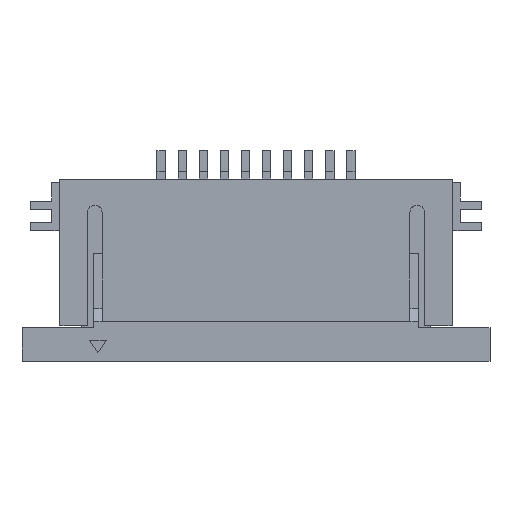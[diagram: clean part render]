
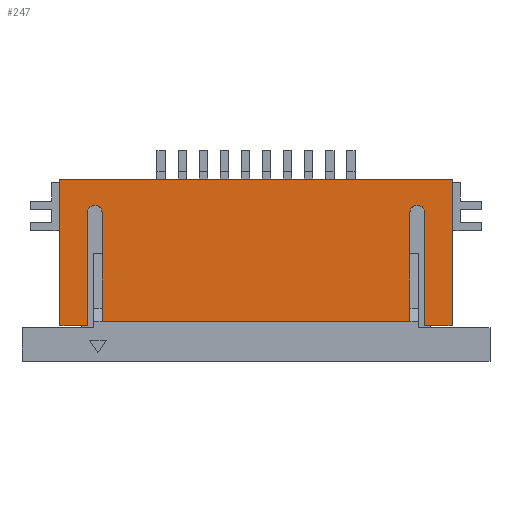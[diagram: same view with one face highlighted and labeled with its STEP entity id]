
A CAD part, top view. The second image highlights one B-rep face of the part: STEP entity #247.
In plain terms, the highlighted planar face has unit normal (0, 0, 1).
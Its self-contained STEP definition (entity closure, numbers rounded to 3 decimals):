
#87=CIRCLE('',#7737,0.175);
#88=CIRCLE('',#7738,0.175);
#247=ADVANCED_FACE('',(#949),#611,.T.);
#611=PLANE('',#7739);
#949=FACE_OUTER_BOUND('',#1319,.T.);
#1319=EDGE_LOOP('',(#2227,#2228,#2229,#2230,#2231,#2232,#2233,#2234,#2235,
#2236,#2237,#2238));
#2227=ORIENTED_EDGE('',*,*,#4873,.F.);
#2228=ORIENTED_EDGE('',*,*,#4874,.T.);
#2229=ORIENTED_EDGE('',*,*,#4806,.F.);
#2230=ORIENTED_EDGE('',*,*,#4875,.F.);
#2231=ORIENTED_EDGE('',*,*,#4876,.F.);
#2232=ORIENTED_EDGE('',*,*,#4877,.F.);
#2233=ORIENTED_EDGE('',*,*,#4878,.F.);
#2234=ORIENTED_EDGE('',*,*,#4879,.T.);
#2235=ORIENTED_EDGE('',*,*,#4880,.T.);
#2236=ORIENTED_EDGE('',*,*,#4881,.F.);
#2237=ORIENTED_EDGE('',*,*,#4882,.F.);
#2238=ORIENTED_EDGE('',*,*,#4883,.F.);
#4001=VERTEX_POINT('',#10592);
#4002=VERTEX_POINT('',#10594);
#4063=VERTEX_POINT('',#10740);
#4064=VERTEX_POINT('',#10741);
#4065=VERTEX_POINT('',#10744);
#4066=VERTEX_POINT('',#10746);
#4067=VERTEX_POINT('',#10748);
#4068=VERTEX_POINT('',#10750);
#4069=VERTEX_POINT('',#10752);
#4070=VERTEX_POINT('',#10754);
#4071=VERTEX_POINT('',#10756);
#4072=VERTEX_POINT('',#10758);
#4806=EDGE_CURVE('',#4001,#4002,#5885,.T.);
#4873=EDGE_CURVE('',#4063,#4064,#5952,.T.);
#4874=EDGE_CURVE('',#4063,#4002,#5953,.T.);
#4875=EDGE_CURVE('',#4065,#4001,#87,.T.);
#4876=EDGE_CURVE('',#4066,#4065,#5954,.T.);
#4877=EDGE_CURVE('',#4067,#4066,#5955,.T.);
#4878=EDGE_CURVE('',#4068,#4067,#5956,.T.);
#4879=EDGE_CURVE('',#4068,#4069,#5957,.T.);
#4880=EDGE_CURVE('',#4069,#4070,#5958,.T.);
#4881=EDGE_CURVE('',#4071,#4070,#5959,.T.);
#4882=EDGE_CURVE('',#4072,#4071,#5960,.T.);
#4883=EDGE_CURVE('',#4064,#4072,#88,.T.);
#5885=LINE('',#10593,#6917);
#5952=LINE('',#10739,#6984);
#5953=LINE('',#10742,#6985);
#5954=LINE('',#10745,#6986);
#5955=LINE('',#10747,#6987);
#5956=LINE('',#10749,#6988);
#5957=LINE('',#10751,#6989);
#5958=LINE('',#10753,#6990);
#5959=LINE('',#10755,#6991);
#5960=LINE('',#10757,#6992);
#6917=VECTOR('',#8566,1.);
#6984=VECTOR('',#8669,1.);
#6985=VECTOR('',#8670,1.);
#6986=VECTOR('',#8673,1.);
#6987=VECTOR('',#8674,1.);
#6988=VECTOR('',#8675,1.);
#6989=VECTOR('',#8676,1.);
#6990=VECTOR('',#8677,1.);
#6991=VECTOR('',#8678,1.);
#6992=VECTOR('',#8679,1.);
#7737=AXIS2_PLACEMENT_3D('',#10743,#8671,#8672);
#7738=AXIS2_PLACEMENT_3D('',#10759,#8680,#8681);
#7739=AXIS2_PLACEMENT_3D('',#10760,#8682,#8683);
#8566=DIRECTION('',(0.,-1.,0.));
#8669=DIRECTION('',(0.,1.,0.));
#8670=DIRECTION('',(1.,0.,0.));
#8671=DIRECTION('',(0.,0.,1.));
#8672=DIRECTION('',(1.,0.,0.));
#8673=DIRECTION('',(0.,1.,0.));
#8674=DIRECTION('',(-1.,0.,0.));
#8675=DIRECTION('',(0.,-1.,0.));
#8676=DIRECTION('',(-1.,0.,0.));
#8677=DIRECTION('',(0.,-1.,0.));
#8678=DIRECTION('',(-1.,0.,0.));
#8679=DIRECTION('',(0.,-1.,0.));
#8680=DIRECTION('',(0.,0.,1.));
#8681=DIRECTION('',(1.,0.,0.));
#8682=DIRECTION('',(0.,0.,1.));
#8683=DIRECTION('',(1.,0.,0.));
#10592=CARTESIAN_POINT('',(3.65,2.725,1.9));
#10593=CARTESIAN_POINT('',(3.65,2.725,1.9));
#10594=CARTESIAN_POINT('',(3.65,0.15,1.9));
#10739=CARTESIAN_POINT('',(-3.65,0.,1.9));
#10740=CARTESIAN_POINT('',(-3.65,0.15,1.9));
#10741=CARTESIAN_POINT('',(-3.65,2.725,1.9));
#10742=CARTESIAN_POINT('',(-36.135,0.15,1.9));
#10743=CARTESIAN_POINT('',(3.825,2.725,1.9));
#10744=CARTESIAN_POINT('',(4.,2.725,1.9));
#10745=CARTESIAN_POINT('',(4.,0.05,1.9));
#10746=CARTESIAN_POINT('',(4.,0.05,1.9));
#10747=CARTESIAN_POINT('',(4.65,0.05,1.9));
#10748=CARTESIAN_POINT('',(4.65,0.05,1.9));
#10749=CARTESIAN_POINT('',(4.65,3.5,1.9));
#10750=CARTESIAN_POINT('',(4.65,3.5,1.9));
#10751=CARTESIAN_POINT('',(4.65,3.5,1.9));
#10752=CARTESIAN_POINT('',(-4.65,3.5,1.9));
#10753=CARTESIAN_POINT('',(-4.65,3.5,1.9));
#10754=CARTESIAN_POINT('',(-4.65,0.05,1.9));
#10755=CARTESIAN_POINT('',(-4.,0.05,1.9));
#10756=CARTESIAN_POINT('',(-4.,0.05,1.9));
#10757=CARTESIAN_POINT('',(-4.,2.725,1.9));
#10758=CARTESIAN_POINT('',(-4.,2.725,1.9));
#10759=CARTESIAN_POINT('',(-3.825,2.725,1.9));
#10760=CARTESIAN_POINT('',(4.65,3.5,1.9));
